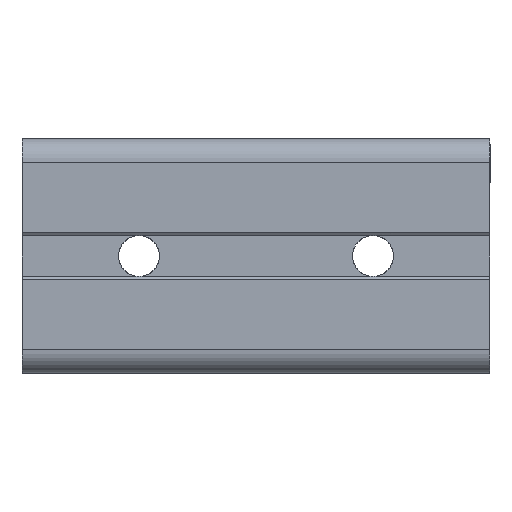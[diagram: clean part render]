
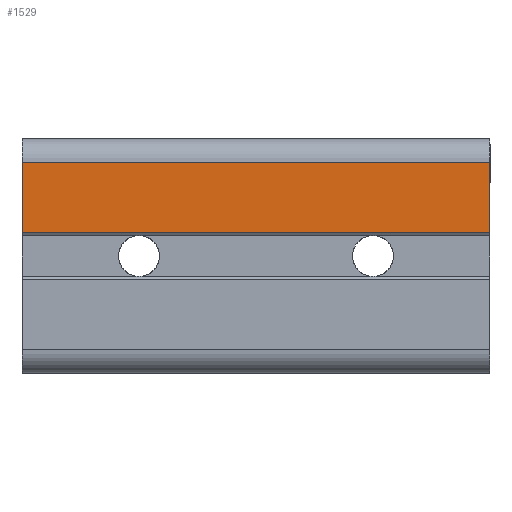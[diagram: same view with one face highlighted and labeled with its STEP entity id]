
A CAD part, left-side view. The second image highlights one B-rep face of the part: STEP entity #1529.
In plain terms, the highlighted planar face has unit normal (-1, 0, 0).
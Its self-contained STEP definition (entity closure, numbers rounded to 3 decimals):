
#202 = ORIENTED_EDGE ( 'NONE', *, *, #2559, .T. ) ;
#274 = VERTEX_POINT ( 'NONE', #407 ) ;
#277 = DIRECTION ( 'NONE',  ( -1., 0., 0. ) ) ;
#317 = ORIENTED_EDGE ( 'NONE', *, *, #1136, .T. ) ;
#407 = CARTESIAN_POINT ( 'NONE',  ( 0., -40., 36. ) ) ;
#415 = CARTESIAN_POINT ( 'NONE',  ( 0., -40., 16.646 ) ) ;
#420 = LINE ( 'NONE', #904, #981 ) ;
#483 = VERTEX_POINT ( 'NONE', #1182 ) ;
#512 = CARTESIAN_POINT ( 'NONE',  ( 0., 40., 4. ) ) ;
#827 = DIRECTION ( 'NONE',  ( 0., 1., 0. ) ) ;
#904 = CARTESIAN_POINT ( 'NONE',  ( 0., 40., 16.646 ) ) ;
#981 = VECTOR ( 'NONE', #1181, 1000. ) ;
#997 = LINE ( 'NONE', #415, #2028 ) ;
#1053 = VERTEX_POINT ( 'NONE', #1790 ) ;
#1127 = CARTESIAN_POINT ( 'NONE',  ( 0., 40., 24. ) ) ;
#1136 = EDGE_CURVE ( 'NONE', #274, #1053, #1886, .T. ) ;
#1181 = DIRECTION ( 'NONE',  ( 0., 0., -1. ) ) ;
#1182 = CARTESIAN_POINT ( 'NONE',  ( 0., -40., 24. ) ) ;
#1214 = ORIENTED_EDGE ( 'NONE', *, *, #2910, .F. ) ;
#1529 = ADVANCED_FACE ( 'NONE', ( #1628 ), #1786, .T. ) ;
#1628 = FACE_OUTER_BOUND ( 'NONE', #3360, .T. ) ;
#1655 = AXIS2_PLACEMENT_3D ( 'NONE', #512, #277, #3118 ) ;
#1679 = DIRECTION ( 'NONE',  ( 0., 0., -1. ) ) ;
#1786 = PLANE ( 'NONE',  #1655 ) ;
#1790 = CARTESIAN_POINT ( 'NONE',  ( 0., 40., 36. ) ) ;
#1843 = CARTESIAN_POINT ( 'NONE',  ( 0., 40., 24. ) ) ;
#1886 = LINE ( 'NONE', #2896, #1926 ) ;
#1926 = VECTOR ( 'NONE', #827, 1000. ) ;
#2028 = VECTOR ( 'NONE', #1679, 1000. ) ;
#2076 = DIRECTION ( 'NONE',  ( 0., -1., 0. ) ) ;
#2335 = ORIENTED_EDGE ( 'NONE', *, *, #2695, .T. ) ;
#2559 = EDGE_CURVE ( 'NONE', #1053, #2796, #420, .T. ) ;
#2695 = EDGE_CURVE ( 'NONE', #2796, #483, #2898, .T. ) ;
#2796 = VERTEX_POINT ( 'NONE', #1127 ) ;
#2816 = VECTOR ( 'NONE', #2076, 1000. ) ;
#2896 = CARTESIAN_POINT ( 'NONE',  ( 0., 40., 36. ) ) ;
#2898 = LINE ( 'NONE', #1843, #2816 ) ;
#2910 = EDGE_CURVE ( 'NONE', #274, #483, #997, .T. ) ;
#3118 = DIRECTION ( 'NONE',  ( 0., 0., 1. ) ) ;
#3360 = EDGE_LOOP ( 'NONE', ( #317, #202, #2335, #1214 ) ) ;
